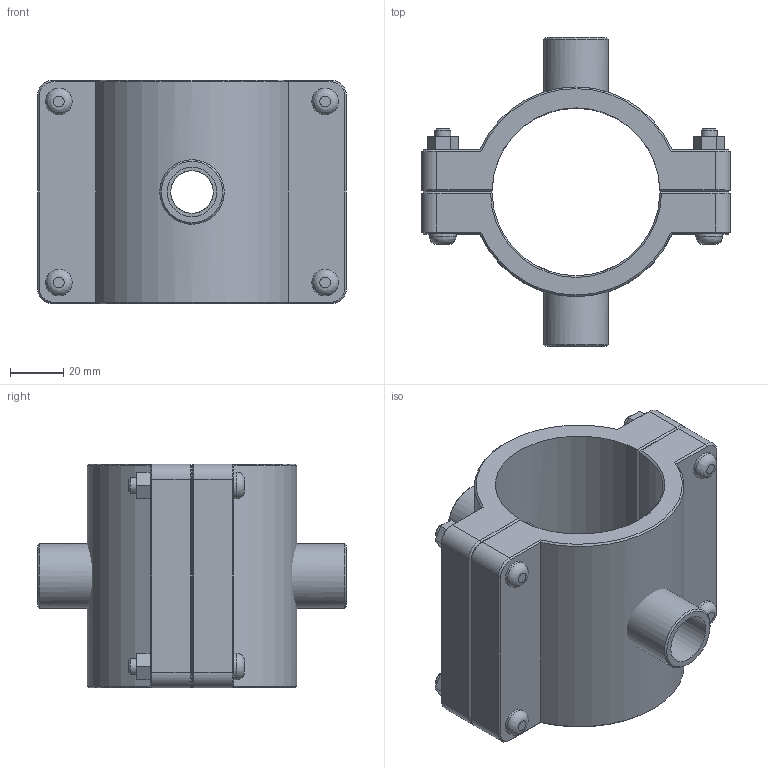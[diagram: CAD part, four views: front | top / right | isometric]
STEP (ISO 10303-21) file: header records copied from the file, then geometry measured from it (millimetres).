
FILE_DESCRIPTION(/* description */ ('PLASSON DOUBLE SADDLE 63-1/2"'),/* implementation_level */ '2;1');
FILE_NAME(/* name */ '161760063005_161860063005.ipt.stp',/* time_stamp */ '2017-06-18T09:26:37+03:00',/* author */ ('KIM'),/* organization */ (''),/* preprocessor_version */ 'ST-DEVELOPER v15.6',/* originating_system */ 'Autodesk Inventor 2015',/* authorisation */ '');
FILE_SCHEMA (('AUTOMOTIVE_DESIGN { 1 0 10303 214 3 1 1 }'));
Length unit declared in the file: millimetre
Products named in the file (1): 161760063005_161860063005
Bounding box: 116 x 116 x 84 mm (x, y, z)
Volume: 260006.4 mm3; surface area: 66451.6 mm2
Topology: 3 solids, 3 shells, 151 faces, 348 edges, 219 vertices
Faces by surface type: plane 84, cylinder 34, cone 29, bspline 4
Full cylindrical faces by diameter (mm): 6 x4, 10 x8, 16 x4, 18.631 x2, 24.22 x2
Entity records: 4450 total; most frequent: CARTESIAN_POINT 1111, DIRECTION 682, ORIENTED_EDGE 638, EDGE_CURVE 319, AXIS2_PLACEMENT_3D 247, VERTEX_POINT 216, EDGE_LOOP 207, LINE 188
